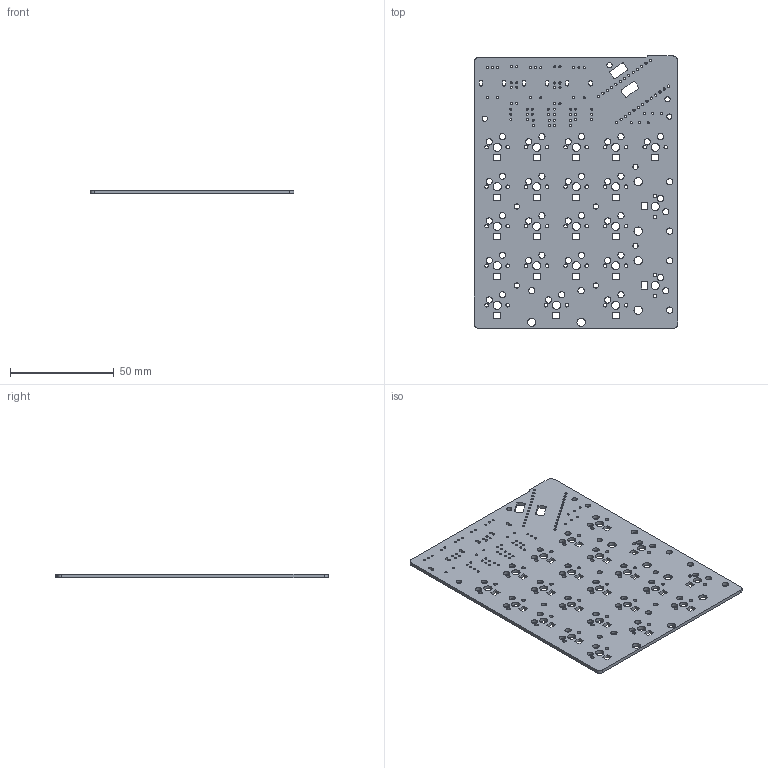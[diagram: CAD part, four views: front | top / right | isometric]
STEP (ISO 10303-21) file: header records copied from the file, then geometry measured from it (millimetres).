
FILE_DESCRIPTION(/* description */ (''),/* implementation_level */ '2;1');
FILE_NAME(/* name */ 'SouthPaw PCB only.step',/* time_stamp */ '2022-10-14T02:05:50-06:00',/* author */ (''),/* organization */ (''),/* preprocessor_version */ 'ST-DEVELOPER v19',/* originating_system */ 'Autodesk Translation Framework v11.7.0.108',/* authorisation */ '');
FILE_SCHEMA (('AUTOMOTIVE_DESIGN { 1 0 10303 214 3 1 1 }'));
Length unit declared in the file: millimetre
Products named in the file (1): SouthPaw PCB
Bounding box: 98.26 x 131.32 x 1.6 mm (x, y, z)
Volume: 18535.9 mm3; surface area: 26782.6 mm2
Topology: 1 solids, 1 shells, 365 faces, 1089 edges, 726 vertices
Faces by surface type: cylinder 249, plane 116
Full cylindrical faces by diameter (mm): 1 x65, 1.092 x26, 1.702 x44, 2.5 x10, 3 x44, 3.05 x6, 3.988 x22, 4 x6
Entity records: 13553 total; most frequent: DIRECTION 2319, CARTESIAN_POINT 2181, ORIENTED_EDGE 2178, EDGE_CURVE 1089, EDGE_LOOP 871, AXIS2_PLACEMENT_3D 864, VERTEX_POINT 726, LINE 591
